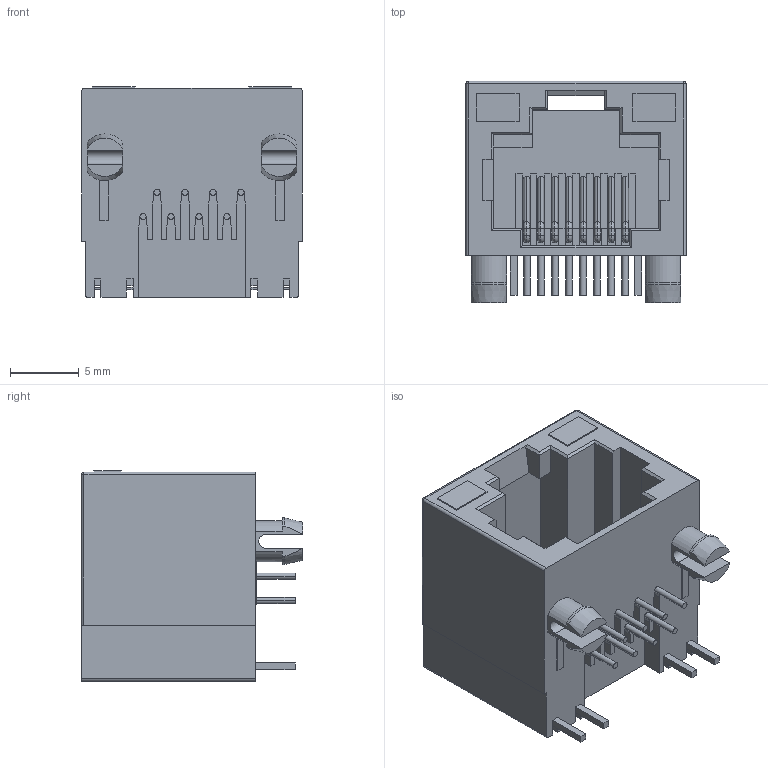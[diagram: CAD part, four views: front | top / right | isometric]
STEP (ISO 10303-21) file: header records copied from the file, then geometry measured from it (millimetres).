
FILE_DESCRIPTION((''),'2;1');
FILE_NAME('DGKYD561188JB1A1DY1','2022-05-21T13:38:50',('Administrator'),(''),'CREO PARAMETRIC BY PTC INC, 2018400','CREO PARAMETRIC BY PTC INC, 2018400','');
FILE_SCHEMA(('CONFIG_CONTROL_DESIGN'));
Length unit declared in the file: millimetre
Products named in the file (1): DGKYD561188JB1A1DY1
Bounding box: 16.05 x 16.15 x 15.34 mm (x, y, z)
Volume: 1505.1 mm3; surface area: 2949.3 mm2
Topology: 1 solids, 1 shells, 449 faces, 1227 edges, 788 vertices
Faces by surface type: plane 324, cylinder 87, torus 32, cone 4, sphere 2
Entity records: 14085 total; most frequent: CARTESIAN_POINT 2498, ORIENTED_EDGE 2454, DIRECTION 2345, EDGE_CURVE 1227, VECTOR 991, LINE 991, VERTEX_POINT 788, AXIS2_PLACEMENT_3D 677
